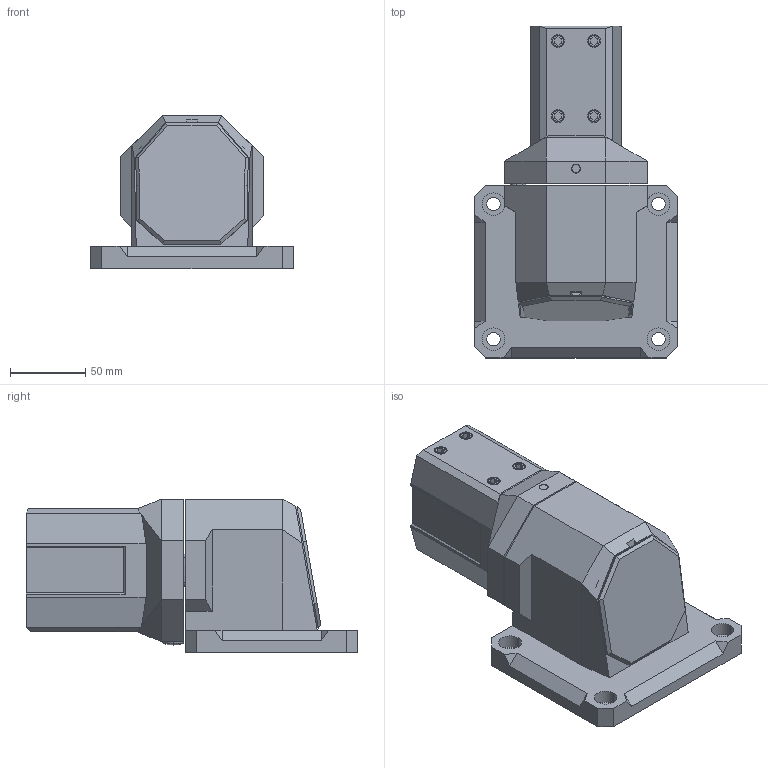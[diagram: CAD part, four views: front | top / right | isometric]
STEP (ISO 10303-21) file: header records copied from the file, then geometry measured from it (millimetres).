
FILE_DESCRIPTION((''),'2;1');
FILE_NAME('WANDG_SENKR_ABGANG_CS-2000-SL_ASM','2010-07-27T',('M.Fehring'),(''),'PRO/ENGINEER BY PARAMETRIC TECHNOLOGY CORPORATION, 2005070','PRO/ENGINEER BY PARAMETRIC TECHNOLOGY CORPORATION, 2005070','');
FILE_SCHEMA(('AUTOMOTIVE_DESIGN_CC2 { 1 2 10303 214 -1 1 5 2 }'));
Length unit declared in the file: millimetre
Products named in the file (7): WANDKONSOLE_CS-2000-SL; STANDFUSS-OBERTEIL_CS-2000-SL; ABDECKUNG_2; STOPFEN; ABDECKKAPPE_; GEWINDESTIFTM10X12; WANDG_SENKR_ABGANG_CS-2000-SL_ASM
Assembly tree (13 placements, depth 2):
  WANDG_SENKR_ABGANG_CS-2000-SL_ASM
    WANDKONSOLE_CS-2000-SL
    STANDFUSS-OBERTEIL_CS-2000-SL
    ABDECKUNG_2
    STOPFEN
    ABDECKKAPPE_
    GEWINDESTIFTM10X12  x8
Bounding box: 135 x 221 x 102.5 mm (x, y, z)
Volume: 605092.4 mm3; surface area: 161077.4 mm2
Topology: 13 solids, 13 shells, 663 faces, 1642 edges, 1027 vertices
Faces by surface type: plane 391, cylinder 148, cone 54, bspline 42, torus 16, sphere 12
Entity records: 23416 total; most frequent: CARTESIAN_POINT 5537, ORIENTED_EDGE 2832, DIRECTION 2792, EDGE_CURVE 1416, PRESENTATION_STYLE_ASSIGNMENT 1389, STYLED_ITEM 1389, CURVE_STYLE 1384, AXIS2_PLACEMENT_3D 946
